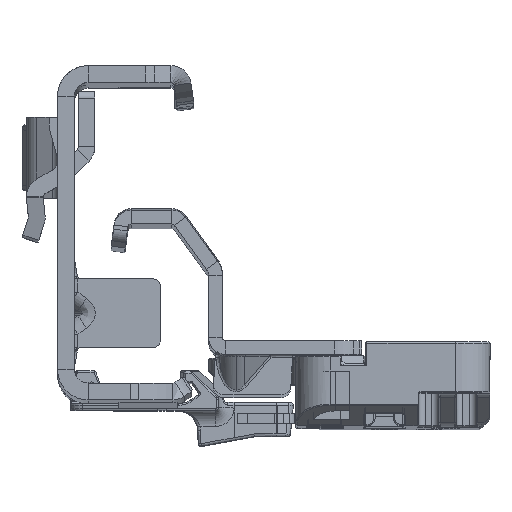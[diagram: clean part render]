
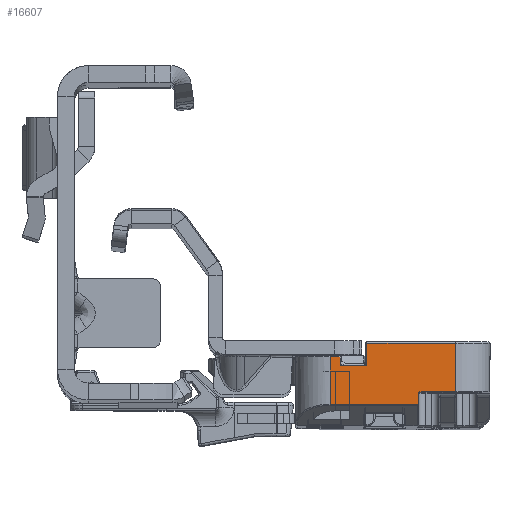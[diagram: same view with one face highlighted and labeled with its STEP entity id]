
A CAD part, top view. The second image highlights one B-rep face of the part: STEP entity #16607.
In plain terms, the highlighted face is planar.
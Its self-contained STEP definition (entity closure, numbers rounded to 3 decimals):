
#90 = CARTESIAN_POINT ( 'NONE',  ( 3.15, 0.1, -284.5 ) ) ;
#1060 = EDGE_CURVE ( 'NONE', #31770, #26684, #52596, .T. ) ;
#1785 = CARTESIAN_POINT ( 'NONE',  ( 3.15, -1.15, -284.5 ) ) ;
#2155 = LINE ( 'NONE', #107754, #103687 ) ;
#3575 = AXIS2_PLACEMENT_3D ( 'NONE', #96168, #67213, #57578 ) ;
#5758 = VECTOR ( 'NONE', #51738, 1000. ) ;
#5929 = ORIENTED_EDGE ( 'NONE', *, *, #107085, .F. ) ;
#5991 = CARTESIAN_POINT ( 'NONE',  ( 19.8, -1.15, -284.5 ) ) ;
#7220 = LINE ( 'NONE', #114735, #59941 ) ;
#8723 = CARTESIAN_POINT ( 'NONE',  ( -8.3, -6.669, -284.5 ) ) ;
#9782 = CARTESIAN_POINT ( 'NONE',  ( -0.75, 2.1, -284.5 ) ) ;
#11610 = VERTEX_POINT ( 'NONE', #9782 ) ;
#12818 = VERTEX_POINT ( 'NONE', #31210 ) ;
#15522 = VECTOR ( 'NONE', #25255, 1000. ) ;
#16000 = VECTOR ( 'NONE', #18157, 1000. ) ;
#16607 = ADVANCED_FACE ( 'NONE', ( #95976 ), #105664, .F. ) ;
#17484 = DIRECTION ( 'NONE',  ( 0., 0., 1. ) ) ;
#18157 = DIRECTION ( 'NONE',  ( 0., 1., 0. ) ) ;
#20000 = EDGE_CURVE ( 'NONE', #31770, #88619, #37098, .T. ) ;
#25212 = CARTESIAN_POINT ( 'NONE',  ( 4.6, 0.1, -284.5 ) ) ;
#25255 = DIRECTION ( 'NONE',  ( 1., 0., 0. ) ) ;
#26684 = VERTEX_POINT ( 'NONE', #90347 ) ;
#29322 = VERTEX_POINT ( 'NONE', #34672 ) ;
#30767 = ORIENTED_EDGE ( 'NONE', *, *, #79324, .T. ) ;
#31210 = CARTESIAN_POINT ( 'NONE',  ( -8.3, -5.2, -284.5 ) ) ;
#31770 = VERTEX_POINT ( 'NONE', #111883 ) ;
#32785 = VECTOR ( 'NONE', #75349, 1000. ) ;
#33158 = ORIENTED_EDGE ( 'NONE', *, *, #79041, .T. ) ;
#34672 = CARTESIAN_POINT ( 'NONE',  ( -8.273, -6.785, -284.5 ) ) ;
#36830 = LINE ( 'NONE', #90, #16000 ) ;
#36856 = DIRECTION ( 'NONE',  ( 1., 0., 0. ) ) ;
#37098 = LINE ( 'NONE', #76327, #15522 ) ;
#39544 = VECTOR ( 'NONE', #96440, 1000. ) ;
#39696 = ORIENTED_EDGE ( 'NONE', *, *, #80254, .T. ) ;
#40907 = VECTOR ( 'NONE', #93087, 1000. ) ;
#42458 = ORIENTED_EDGE ( 'NONE', *, *, #72102, .T. ) ;
#44451 = DIRECTION ( 'NONE',  ( 0., -1., 0. ) ) ;
#46331 = LINE ( 'NONE', #94609, #54607 ) ;
#46472 = ORIENTED_EDGE ( 'NONE', *, *, #84536, .T. ) ;
#47149 = EDGE_CURVE ( 'NONE', #29322, #117035, #102869, .T. ) ;
#47673 = VERTEX_POINT ( 'NONE', #49172 ) ;
#48407 = EDGE_CURVE ( 'NONE', #11610, #50288, #46331, .T. ) ;
#49172 = CARTESIAN_POINT ( 'NONE',  ( 4.6, -6.785, -284.5 ) ) ;
#50288 = VERTEX_POINT ( 'NONE', #69157 ) ;
#51738 = DIRECTION ( 'NONE',  ( -1., 0., 0. ) ) ;
#52596 = LINE ( 'NONE', #53230, #40907 ) ;
#53194 = VECTOR ( 'NONE', #36856, 1000. ) ;
#53230 = CARTESIAN_POINT ( 'NONE',  ( -13.7, 2., -284.5 ) ) ;
#54510 = CARTESIAN_POINT ( 'NONE',  ( 3.15, 0.1, -284.5 ) ) ;
#54607 = VECTOR ( 'NONE', #44451, 1000. ) ;
#55512 = DIRECTION ( 'NONE',  ( 1., 0., 0. ) ) ;
#56084 = ORIENTED_EDGE ( 'NONE', *, *, #115047, .F. ) ;
#56747 = DIRECTION ( 'NONE',  ( 1., 0., 0. ) ) ;
#57578 = DIRECTION ( 'NONE',  ( 1., 0., 0. ) ) ;
#58129 = ORIENTED_EDGE ( 'NONE', *, *, #110844, .T. ) ;
#59941 = VECTOR ( 'NONE', #55512, 1000. ) ;
#60097 = DIRECTION ( 'NONE',  ( 0., -1., 0. ) ) ;
#63214 = CARTESIAN_POINT ( 'NONE',  ( -8.291, -6.749, -284.5 ) ) ;
#63716 = ORIENTED_EDGE ( 'NONE', *, *, #1060, .T. ) ;
#65760 = CARTESIAN_POINT ( 'NONE',  ( -8.3, -6.71, -284.5 ) ) ;
#67213 = DIRECTION ( 'NONE',  ( 0., 0., 1. ) ) ;
#69157 = CARTESIAN_POINT ( 'NONE',  ( -0.75, -1.15, -284.5 ) ) ;
#69744 = CARTESIAN_POINT ( 'NONE',  ( -8.3, -6.785, -284.5 ) ) ;
#72102 = EDGE_CURVE ( 'NONE', #26684, #11610, #7220, .T. ) ;
#75349 = DIRECTION ( 'NONE',  ( 1., 0., 0. ) ) ;
#75432 = ORIENTED_EDGE ( 'NONE', *, *, #20000, .F. ) ;
#76327 = CARTESIAN_POINT ( 'NONE',  ( -8.3, -5., -284.5 ) ) ;
#79041 = EDGE_CURVE ( 'NONE', #12818, #88619, #87802, .T. ) ;
#79324 = EDGE_CURVE ( 'NONE', #120370, #119433, #36830, .T. ) ;
#79911 = EDGE_LOOP ( 'NONE', ( #39696, #30767, #46472, #56084, #58129, #108953, #5929, #33158, #75432, #63716, #42458, #98854 ) ) ;
#80254 = EDGE_CURVE ( 'NONE', #50288, #120370, #94783, .T. ) ;
#83141 = CARTESIAN_POINT ( 'NONE',  ( -8.273, -6.785, -284.5 ) ) ;
#84536 = EDGE_CURVE ( 'NONE', #119433, #104704, #113378, .T. ) ;
#85040 = CARTESIAN_POINT ( 'NONE',  ( -8.3, -6.669, -284.5 ) ) ;
#85508 = CARTESIAN_POINT ( 'NONE',  ( 4.6, -242.444, -284.5 ) ) ;
#87802 = CIRCLE ( 'NONE', #3575, 0.2 ) ;
#88619 = VERTEX_POINT ( 'NONE', #125578 ) ;
#90347 = CARTESIAN_POINT ( 'NONE',  ( -13.7, 2.1, -284.5 ) ) ;
#91587 = LINE ( 'NONE', #69744, #5758 ) ;
#93087 = DIRECTION ( 'NONE',  ( 0., 1., 0. ) ) ;
#94553 = LINE ( 'NONE', #85508, #39544 ) ;
#94609 = CARTESIAN_POINT ( 'NONE',  ( -0.75, -0.9, -284.5 ) ) ;
#94783 = LINE ( 'NONE', #5991, #53194 ) ;
#95976 = FACE_OUTER_BOUND ( 'NONE', #79911, .T. ) ;
#96168 = CARTESIAN_POINT ( 'NONE',  ( -8.5, -5.2, -284.5 ) ) ;
#96440 = DIRECTION ( 'NONE',  ( 0., 1., 0. ) ) ;
#98854 = ORIENTED_EDGE ( 'NONE', *, *, #48407, .T. ) ;
#102869 =( BOUNDED_CURVE ( )  B_SPLINE_CURVE ( 3, ( #83141, #63214, #65760, #85040 ),
 .UNSPECIFIED., .F., .T. ) 
 B_SPLINE_CURVE_WITH_KNOTS ( ( 4, 4 ),
 ( 1.047, 1.571 ),
 .UNSPECIFIED. ) 
 CURVE ( )  GEOMETRIC_REPRESENTATION_ITEM ( )  RATIONAL_B_SPLINE_CURVE ( ( 1., 0.977, 0.977, 1. ) ) 
 REPRESENTATION_ITEM ( '' )  );
#103687 = VECTOR ( 'NONE', #60097, 1000. ) ;
#104704 = VERTEX_POINT ( 'NONE', #111966 ) ;
#105664 = PLANE ( 'NONE',  #111124 ) ;
#107085 = EDGE_CURVE ( 'NONE', #12818, #117035, #2155, .T. ) ;
#107754 = CARTESIAN_POINT ( 'NONE',  ( -8.3, 0., -284.5 ) ) ;
#108953 = ORIENTED_EDGE ( 'NONE', *, *, #47149, .T. ) ;
#110844 = EDGE_CURVE ( 'NONE', #47673, #29322, #91587, .T. ) ;
#111124 = AXIS2_PLACEMENT_3D ( 'NONE', #115320, #17484, #56747 ) ;
#111883 = CARTESIAN_POINT ( 'NONE',  ( -13.7, -5., -284.5 ) ) ;
#111966 = CARTESIAN_POINT ( 'NONE',  ( 4.6, 0.1, -284.5 ) ) ;
#113378 = LINE ( 'NONE', #25212, #32785 ) ;
#114735 = CARTESIAN_POINT ( 'NONE',  ( -0.7, 2.1, -284.5 ) ) ;
#115047 = EDGE_CURVE ( 'NONE', #47673, #104704, #94553, .T. ) ;
#115320 = CARTESIAN_POINT ( 'NONE',  ( 19.8, 2.6, -284.5 ) ) ;
#117035 = VERTEX_POINT ( 'NONE', #8723 ) ;
#119433 = VERTEX_POINT ( 'NONE', #54510 ) ;
#120370 = VERTEX_POINT ( 'NONE', #1785 ) ;
#125578 = CARTESIAN_POINT ( 'NONE',  ( -8.5, -5., -284.5 ) ) ;
